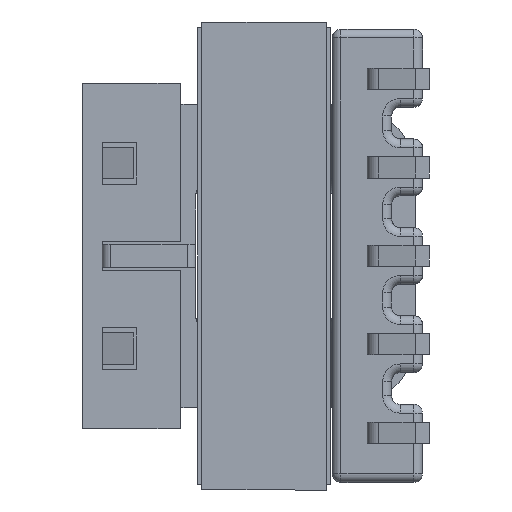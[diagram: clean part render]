
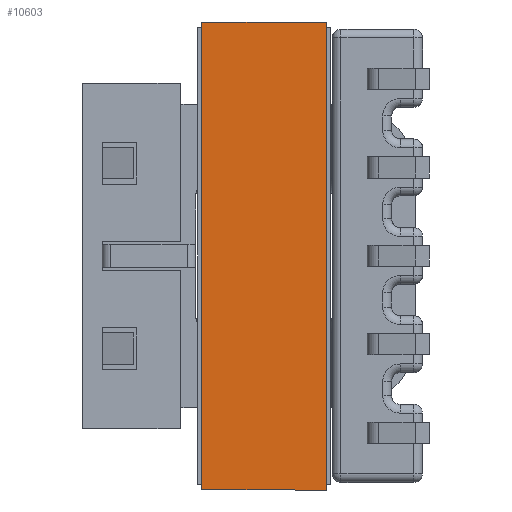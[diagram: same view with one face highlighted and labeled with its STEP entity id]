
A CAD part, left-side view. The second image highlights one B-rep face of the part: STEP entity #10603.
In plain terms, the highlighted planar face has unit normal (-1, 0, 0).
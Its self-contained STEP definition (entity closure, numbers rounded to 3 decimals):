
#80 = EDGE_CURVE ( 'NONE', #5457, #11744, #18622, .T. ) ;
#248 = DIRECTION ( 'NONE',  ( 0., -1., 0. ) ) ;
#966 = PLANE ( 'NONE',  #12608 ) ;
#1162 = EDGE_CURVE ( 'NONE', #16608, #4711, #3653, .T. ) ;
#1410 = CARTESIAN_POINT ( 'NONE',  ( -0.16, -13.26, 0. ) ) ;
#2665 = CARTESIAN_POINT ( 'NONE',  ( -0.16, -13.26, -3.56 ) ) ;
#3594 = CARTESIAN_POINT ( 'NONE',  ( -0.16, 0.16, -3.56 ) ) ;
#3653 = LINE ( 'NONE', #16090, #18797 ) ;
#4691 = CARTESIAN_POINT ( 'NONE',  ( -0.16, -13.26, 0. ) ) ;
#4711 = VERTEX_POINT ( 'NONE', #2665 ) ;
#5148 = FACE_OUTER_BOUND ( 'NONE', #12731, .T. ) ;
#5457 = VERTEX_POINT ( 'NONE', #18348 ) ;
#7712 = ORIENTED_EDGE ( 'NONE', *, *, #1162, .T. ) ;
#8217 = DIRECTION ( 'NONE',  ( 0., 0., 1. ) ) ;
#8309 = DIRECTION ( 'NONE',  ( -1., 0., 0. ) ) ;
#9478 = EDGE_CURVE ( 'NONE', #16608, #5457, #16945, .T. ) ;
#9757 = LINE ( 'NONE', #11173, #16648 ) ;
#10538 = ORIENTED_EDGE ( 'NONE', *, *, #9478, .F. ) ;
#10603 = ADVANCED_FACE ( 'NONE', ( #5148 ), #966, .T. ) ;
#11173 = CARTESIAN_POINT ( 'NONE',  ( -0.16, -13.26, -3.56 ) ) ;
#11459 = DIRECTION ( 'NONE',  ( 0., 0., 1. ) ) ;
#11744 = VERTEX_POINT ( 'NONE', #1410 ) ;
#12608 = AXIS2_PLACEMENT_3D ( 'NONE', #17100, #8309, #18572 ) ;
#12731 = EDGE_LOOP ( 'NONE', ( #13289, #10538, #7712, #15169 ) ) ;
#13289 = ORIENTED_EDGE ( 'NONE', *, *, #80, .F. ) ;
#14281 = CARTESIAN_POINT ( 'NONE',  ( -0.16, 0.16, -3.56 ) ) ;
#14799 = EDGE_CURVE ( 'NONE', #4711, #11744, #9757, .T. ) ;
#15169 = ORIENTED_EDGE ( 'NONE', *, *, #14799, .T. ) ;
#15199 = VECTOR ( 'NONE', #248, 1000. ) ;
#16090 = CARTESIAN_POINT ( 'NONE',  ( -0.16, -13.26, -3.56 ) ) ;
#16284 = DIRECTION ( 'NONE',  ( 0., -1., 0. ) ) ;
#16482 = VECTOR ( 'NONE', #11459, 1000. ) ;
#16608 = VERTEX_POINT ( 'NONE', #3594 ) ;
#16648 = VECTOR ( 'NONE', #8217, 1000. ) ;
#16945 = LINE ( 'NONE', #14281, #16482 ) ;
#17100 = CARTESIAN_POINT ( 'NONE',  ( -0.16, -13.26, -3.56 ) ) ;
#18348 = CARTESIAN_POINT ( 'NONE',  ( -0.16, 0.16, 0. ) ) ;
#18572 = DIRECTION ( 'NONE',  ( 0., -1., 0. ) ) ;
#18622 = LINE ( 'NONE', #4691, #15199 ) ;
#18797 = VECTOR ( 'NONE', #16284, 1000. ) ;
